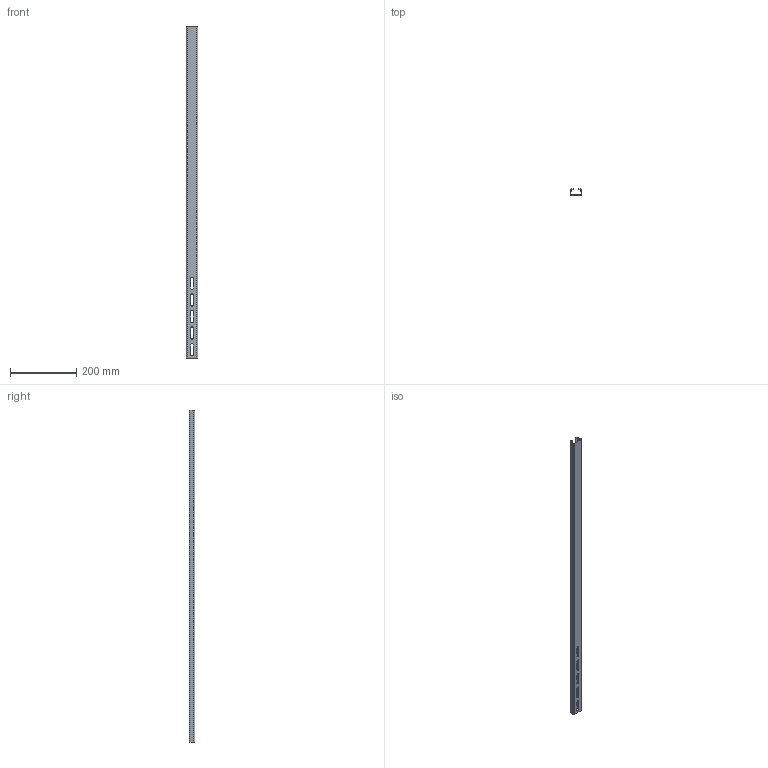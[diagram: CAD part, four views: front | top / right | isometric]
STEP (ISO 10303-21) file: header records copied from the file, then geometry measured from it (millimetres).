
FILE_DESCRIPTION (( 'STEP AP214' ), '1' );
FILE_NAME ('1119700.STEP', '2026-01-30T12:23:58', ( '' ), ( '' ), 'SwSTEP 2.0', 'SolidWorks 2024', '' );
FILE_SCHEMA (( 'AUTOMOTIVE_DESIGN' ));
Length unit declared in the file: millimetre
Products named in the file (1): 1119700
Bounding box: 34.97 x 18 x 1000 mm (x, y, z)
Volume: 109841.3 mm3; surface area: 155756.6 mm2
Topology: 1 solids, 1 shells, 55 faces, 143 edges, 90 vertices
Faces by surface type: plane 40, cylinder 15
Entity records: 1702 total; most frequent: CARTESIAN_POINT 289, ORIENTED_EDGE 286, DIRECTION 285, EDGE_CURVE 143, VECTOR 113, LINE 113, VERTEX_POINT 90, AXIS2_PLACEMENT_3D 86
